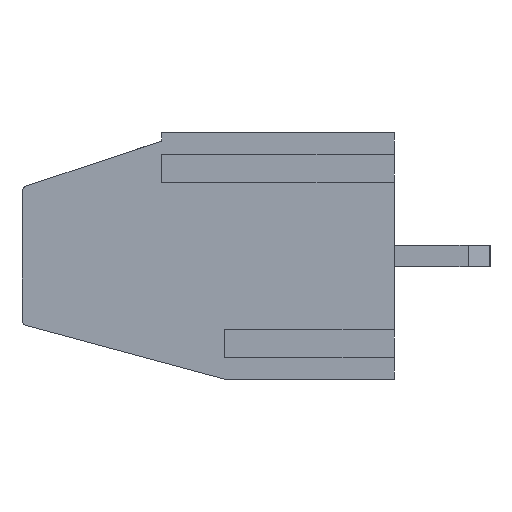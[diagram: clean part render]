
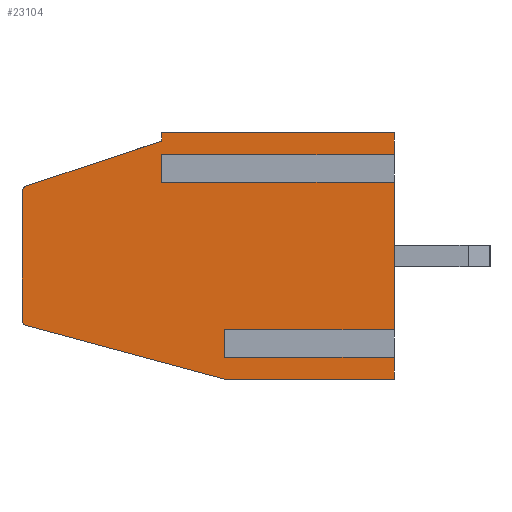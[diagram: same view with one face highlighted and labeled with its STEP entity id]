
A CAD part, left-side view. The second image highlights one B-rep face of the part: STEP entity #23104.
In plain terms, the highlighted planar face has unit normal (-1, 0, 0).
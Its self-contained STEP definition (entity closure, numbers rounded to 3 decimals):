
#93 = LINE ( 'NONE', #33257, #33767 ) ;
#128 = DIRECTION ( 'NONE',  ( 0., 0., 1. ) ) ;
#407 = EDGE_CURVE ( 'NONE', #24897, #34156, #31244, .T. ) ;
#507 = VERTEX_POINT ( 'NONE', #16380 ) ;
#688 = ORIENTED_EDGE ( 'NONE', *, *, #407, .F. ) ;
#763 = ORIENTED_EDGE ( 'NONE', *, *, #27874, .F. ) ;
#952 = CARTESIAN_POINT ( 'NONE',  ( 0., 13.452, 1.96 ) ) ;
#1090 = VECTOR ( 'NONE', #28803, 1000. ) ;
#1302 = DIRECTION ( 'NONE',  ( 0., 0., -1. ) ) ;
#1426 = CARTESIAN_POINT ( 'NONE',  ( 0., 6.2, 0. ) ) ;
#1486 = EDGE_CURVE ( 'NONE', #14998, #7699, #31694, .T. ) ;
#1739 = EDGE_CURVE ( 'NONE', #28950, #7316, #7816, .T. ) ;
#2066 = ORIENTED_EDGE ( 'NONE', *, *, #30629, .F. ) ;
#2211 = DIRECTION ( 'NONE',  ( 0., -1., 0. ) ) ;
#2607 = CARTESIAN_POINT ( 'NONE',  ( 0., 13.4, 6.856 ) ) ;
#2864 = CARTESIAN_POINT ( 'NONE',  ( 0., 0., 9. ) ) ;
#3136 = VERTEX_POINT ( 'NONE', #31608 ) ;
#3227 = VECTOR ( 'NONE', #20155, 1000. ) ;
#3566 = EDGE_CURVE ( 'NONE', #32077, #14570, #34734, .T. ) ;
#3569 = VERTEX_POINT ( 'NONE', #20980 ) ;
#3688 = CARTESIAN_POINT ( 'NONE',  ( 0., 6.2, 1.007 ) ) ;
#3931 = VECTOR ( 'NONE', #26301, 1000. ) ;
#4279 = ORIENTED_EDGE ( 'NONE', *, *, #1739, .T. ) ;
#4499 = VERTEX_POINT ( 'NONE', #6811 ) ;
#4508 = EDGE_CURVE ( 'NONE', #31978, #19193, #29206, .T. ) ;
#4752 = ORIENTED_EDGE ( 'NONE', *, *, #12631, .T. ) ;
#5317 = AXIS2_PLACEMENT_3D ( 'NONE', #2607, #25358, #13757 ) ;
#5379 = DIRECTION ( 'NONE',  ( 0., 0., -1. ) ) ;
#5446 = EDGE_CURVE ( 'NONE', #27999, #25822, #22946, .T. ) ;
#5529 = EDGE_CURVE ( 'NONE', #4499, #3569, #29164, .T. ) ;
#5566 = ORIENTED_EDGE ( 'NONE', *, *, #5529, .F. ) ;
#5626 = EDGE_LOOP ( 'NONE', ( #9437, #4752, #5566, #25309, #688, #763, #16342, #4279, #8139, #12802, #9478, #19466, #31464, #6788, #24932, #30746, #2066, #16889 ) ) ;
#5675 = CARTESIAN_POINT ( 'NONE',  ( 0., 13.6, 0. ) ) ;
#5780 = CARTESIAN_POINT ( 'NONE',  ( 0., 13.6, 9. ) ) ;
#6788 = ORIENTED_EDGE ( 'NONE', *, *, #35011, .F. ) ;
#6811 = CARTESIAN_POINT ( 'NONE',  ( 0., 13.6, 2.153 ) ) ;
#7140 = LINE ( 'NONE', #35003, #15654 ) ;
#7316 = VERTEX_POINT ( 'NONE', #25764 ) ;
#7494 = CARTESIAN_POINT ( 'NONE',  ( 0., 8.5, 7.407 ) ) ;
#7530 = CARTESIAN_POINT ( 'NONE',  ( 0., 0., 1.593 ) ) ;
#7699 = VERTEX_POINT ( 'NONE', #14981 ) ;
#7767 = CARTESIAN_POINT ( 'NONE',  ( 0., 6.2, 1.593 ) ) ;
#7816 = LINE ( 'NONE', #2864, #28059 ) ;
#8139 = ORIENTED_EDGE ( 'NONE', *, *, #19346, .F. ) ;
#8144 = CARTESIAN_POINT ( 'NONE',  ( 0., 13.4, 2.153 ) ) ;
#8215 = CARTESIAN_POINT ( 'NONE',  ( 0., 0., 0. ) ) ;
#8245 = EDGE_CURVE ( 'NONE', #507, #28950, #19622, .T. ) ;
#9437 = ORIENTED_EDGE ( 'NONE', *, *, #16362, .F. ) ;
#9478 = ORIENTED_EDGE ( 'NONE', *, *, #21382, .T. ) ;
#10238 = VERTEX_POINT ( 'NONE', #22086 ) ;
#10868 = CARTESIAN_POINT ( 'NONE',  ( 0., 6.2, 1.007 ) ) ;
#11811 = DIRECTION ( 'NONE',  ( 0., -1., 0. ) ) ;
#11927 = VECTOR ( 'NONE', #26591, 1000. ) ;
#12192 = CIRCLE ( 'NONE', #27458, 0.2 ) ;
#12406 = EDGE_CURVE ( 'NONE', #14570, #10238, #12671, .T. ) ;
#12631 = EDGE_CURVE ( 'NONE', #3136, #3569, #21151, .T. ) ;
#12671 = LINE ( 'NONE', #23895, #24765 ) ;
#12802 = ORIENTED_EDGE ( 'NONE', *, *, #4508, .T. ) ;
#12995 = LINE ( 'NONE', #18708, #30448 ) ;
#13457 = LINE ( 'NONE', #35837, #20153 ) ;
#13553 = VECTOR ( 'NONE', #27958, 1000. ) ;
#13757 = DIRECTION ( 'NONE',  ( 0., 0., -1. ) ) ;
#13978 = CARTESIAN_POINT ( 'NONE',  ( 0., 6.2, 1.007 ) ) ;
#14151 = VECTOR ( 'NONE', #31869, 1000. ) ;
#14570 = VERTEX_POINT ( 'NONE', #16066 ) ;
#14981 = CARTESIAN_POINT ( 'NONE',  ( 0., 8.5, 9. ) ) ;
#14998 = VERTEX_POINT ( 'NONE', #25503 ) ;
#15378 = LINE ( 'NONE', #29690, #14151 ) ;
#15654 = VECTOR ( 'NONE', #1302, 1000. ) ;
#16066 = CARTESIAN_POINT ( 'NONE',  ( 0., 0., 7.993 ) ) ;
#16342 = ORIENTED_EDGE ( 'NONE', *, *, #8245, .T. ) ;
#16362 = EDGE_CURVE ( 'NONE', #3136, #14998, #12995, .T. ) ;
#16380 = CARTESIAN_POINT ( 'NONE',  ( 0., 6.2, 0. ) ) ;
#16889 = ORIENTED_EDGE ( 'NONE', *, *, #1486, .F. ) ;
#16958 = DIRECTION ( 'NONE',  ( 0., 0., -1. ) ) ;
#18526 = CARTESIAN_POINT ( 'NONE',  ( 0., 6.2, 1.593 ) ) ;
#18708 = CARTESIAN_POINT ( 'NONE',  ( 0., 13.6, 7. ) ) ;
#19193 = VERTEX_POINT ( 'NONE', #7767 ) ;
#19346 = EDGE_CURVE ( 'NONE', #31978, #7316, #33279, .T. ) ;
#19465 = CARTESIAN_POINT ( 'NONE',  ( 0., 0., 9. ) ) ;
#19466 = ORIENTED_EDGE ( 'NONE', *, *, #5446, .T. ) ;
#19622 = LINE ( 'NONE', #5675, #35969 ) ;
#19717 = PLANE ( 'NONE',  #27197 ) ;
#20058 = DIRECTION ( 'NONE',  ( 1., 0., 0. ) ) ;
#20153 = VECTOR ( 'NONE', #128, 1000. ) ;
#20155 = DIRECTION ( 'NONE',  ( 0., 0., 1. ) ) ;
#20372 = DIRECTION ( 'NONE',  ( 0., 0., 1. ) ) ;
#20528 = DIRECTION ( 'NONE',  ( 0., 0., 1. ) ) ;
#20608 = CARTESIAN_POINT ( 'NONE',  ( 0., 8.5, 7.993 ) ) ;
#20655 = VECTOR ( 'NONE', #20372, 1000. ) ;
#20980 = CARTESIAN_POINT ( 'NONE',  ( 0., 13.6, 6.856 ) ) ;
#21134 = DIRECTION ( 'NONE',  ( 0., 0., 1. ) ) ;
#21151 = CIRCLE ( 'NONE', #5317, 0.2 ) ;
#21382 = EDGE_CURVE ( 'NONE', #19193, #27999, #32261, .T. ) ;
#22086 = CARTESIAN_POINT ( 'NONE',  ( 0., 0., 9. ) ) ;
#22946 = LINE ( 'NONE', #19465, #3227 ) ;
#23104 = ADVANCED_FACE ( 'NONE', ( #25597 ), #19717, .F. ) ;
#23895 = CARTESIAN_POINT ( 'NONE',  ( 0., 0., 9. ) ) ;
#24546 = EDGE_CURVE ( 'NONE', #26860, #25822, #15378, .T. ) ;
#24765 = VECTOR ( 'NONE', #21134, 1000. ) ;
#24897 = VERTEX_POINT ( 'NONE', #1426 ) ;
#24932 = ORIENTED_EDGE ( 'NONE', *, *, #3566, .T. ) ;
#25309 = ORIENTED_EDGE ( 'NONE', *, *, #35706, .T. ) ;
#25358 = DIRECTION ( 'NONE',  ( -1., 0., 0. ) ) ;
#25503 = CARTESIAN_POINT ( 'NONE',  ( 0., 8.5, 8.7 ) ) ;
#25597 = FACE_OUTER_BOUND ( 'NONE', #5626, .T. ) ;
#25668 = CARTESIAN_POINT ( 'NONE',  ( 0., 8.5, 7.993 ) ) ;
#25764 = CARTESIAN_POINT ( 'NONE',  ( 0., 0., 1.007 ) ) ;
#25822 = VERTEX_POINT ( 'NONE', #32556 ) ;
#25946 = CARTESIAN_POINT ( 'NONE',  ( 0., 13.6, 2. ) ) ;
#26218 = CARTESIAN_POINT ( 'NONE',  ( 0., 8.5, 8.7 ) ) ;
#26301 = DIRECTION ( 'NONE',  ( 0., 0.965, 0.261 ) ) ;
#26591 = DIRECTION ( 'NONE',  ( 0., -1., 0. ) ) ;
#26860 = VERTEX_POINT ( 'NONE', #7494 ) ;
#27197 = AXIS2_PLACEMENT_3D ( 'NONE', #5780, #20058, #16958 ) ;
#27458 = AXIS2_PLACEMENT_3D ( 'NONE', #8144, #30510, #5379 ) ;
#27874 = EDGE_CURVE ( 'NONE', #507, #24897, #13457, .T. ) ;
#27934 = DIRECTION ( 'NONE',  ( 0., -1., 0. ) ) ;
#27958 = DIRECTION ( 'NONE',  ( 0., -1., 0. ) ) ;
#27999 = VERTEX_POINT ( 'NONE', #7530 ) ;
#28059 = VECTOR ( 'NONE', #35843, 1000. ) ;
#28803 = DIRECTION ( 'NONE',  ( 0., 0., 1. ) ) ;
#28950 = VERTEX_POINT ( 'NONE', #8215 ) ;
#29164 = LINE ( 'NONE', #32060, #32473 ) ;
#29206 = LINE ( 'NONE', #3688, #20655 ) ;
#29690 = CARTESIAN_POINT ( 'NONE',  ( 0., 8.5, 7.407 ) ) ;
#30417 = VECTOR ( 'NONE', #11811, 1000. ) ;
#30448 = VECTOR ( 'NONE', #35193, 1000. ) ;
#30510 = DIRECTION ( 'NONE',  ( -1., 0., 0. ) ) ;
#30629 = EDGE_CURVE ( 'NONE', #7699, #10238, #93, .T. ) ;
#30746 = ORIENTED_EDGE ( 'NONE', *, *, #12406, .T. ) ;
#31244 = LINE ( 'NONE', #25946, #3931 ) ;
#31464 = ORIENTED_EDGE ( 'NONE', *, *, #24546, .F. ) ;
#31608 = CARTESIAN_POINT ( 'NONE',  ( 0., 13.463, 7.046 ) ) ;
#31694 = LINE ( 'NONE', #26218, #1090 ) ;
#31869 = DIRECTION ( 'NONE',  ( 0., -1., 0. ) ) ;
#31978 = VERTEX_POINT ( 'NONE', #10868 ) ;
#32060 = CARTESIAN_POINT ( 'NONE',  ( 0., 13.6, 9. ) ) ;
#32077 = VERTEX_POINT ( 'NONE', #25668 ) ;
#32261 = LINE ( 'NONE', #18526, #11927 ) ;
#32473 = VECTOR ( 'NONE', #20528, 1000. ) ;
#32556 = CARTESIAN_POINT ( 'NONE',  ( 0., 0., 7.407 ) ) ;
#33257 = CARTESIAN_POINT ( 'NONE',  ( 0., 13.6, 9. ) ) ;
#33279 = LINE ( 'NONE', #13978, #13553 ) ;
#33767 = VECTOR ( 'NONE', #27934, 1000. ) ;
#34156 = VERTEX_POINT ( 'NONE', #952 ) ;
#34734 = LINE ( 'NONE', #20608, #30417 ) ;
#35003 = CARTESIAN_POINT ( 'NONE',  ( 0., 8.5, 7.993 ) ) ;
#35011 = EDGE_CURVE ( 'NONE', #32077, #26860, #7140, .T. ) ;
#35193 = DIRECTION ( 'NONE',  ( 0., -0.949, 0.316 ) ) ;
#35706 = EDGE_CURVE ( 'NONE', #4499, #34156, #12192, .T. ) ;
#35837 = CARTESIAN_POINT ( 'NONE',  ( 0., 6.2, 0. ) ) ;
#35843 = DIRECTION ( 'NONE',  ( 0., 0., 1. ) ) ;
#35969 = VECTOR ( 'NONE', #2211, 1000. ) ;
